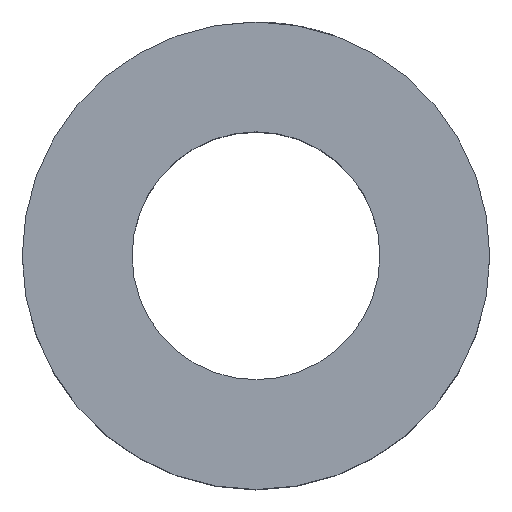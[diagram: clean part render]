
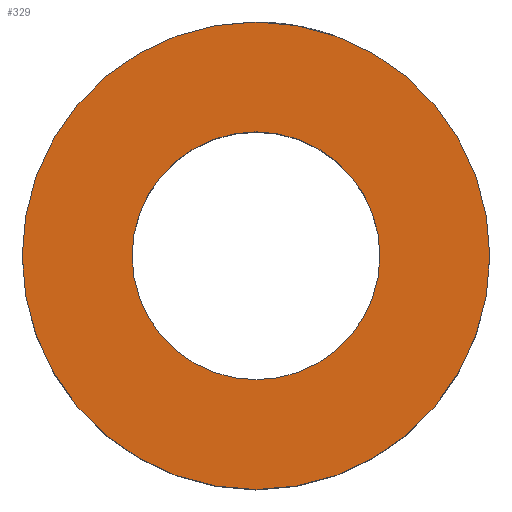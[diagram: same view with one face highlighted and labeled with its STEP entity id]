
A CAD part, top view. The second image highlights one B-rep face of the part: STEP entity #329.
In plain terms, the highlighted planar face has unit normal (0, 0, 1).
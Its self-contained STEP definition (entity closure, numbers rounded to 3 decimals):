
#5 = AXIS2_PLACEMENT_3D ( 'NONE', #160, #152, #161 ) ;
#9 = EDGE_CURVE ( 'NONE', #137, #84, #367, .T. ) ;
#19 = EDGE_CURVE ( 'NONE', #311, #115, #446, .T. ) ;
#22 = EDGE_CURVE ( 'NONE', #115, #311, #429, .T. ) ;
#32 = AXIS2_PLACEMENT_3D ( 'NONE', #223, #245, #256 ) ;
#33 = AXIS2_PLACEMENT_3D ( 'NONE', #320, #295, #290 ) ;
#42 = AXIS2_PLACEMENT_3D ( 'NONE', #85, #323, #318 ) ;
#46 = AXIS2_PLACEMENT_3D ( 'NONE', #126, #119, #82 ) ;
#47 = EDGE_CURVE ( 'NONE', #84, #137, #439, .T. ) ;
#82 = DIRECTION ( 'NONE',  ( 1., 0., 0. ) ) ;
#84 = VERTEX_POINT ( 'NONE', #109 ) ;
#85 = CARTESIAN_POINT ( 'NONE',  ( 0., 0., 30. ) ) ;
#88 = CARTESIAN_POINT ( 'NONE',  ( -15.9, 0., 30. ) ) ;
#109 = CARTESIAN_POINT ( 'NONE',  ( 15.9, 0., 30. ) ) ;
#112 = CARTESIAN_POINT ( 'NONE',  ( -30., 0., 30. ) ) ;
#115 = VERTEX_POINT ( 'NONE', #112 ) ;
#119 = DIRECTION ( 'NONE',  ( 0., 0., 1. ) ) ;
#126 = CARTESIAN_POINT ( 'NONE',  ( 0., 0., 30. ) ) ;
#136 = CARTESIAN_POINT ( 'NONE',  ( 30., 0., 30. ) ) ;
#137 = VERTEX_POINT ( 'NONE', #88 ) ;
#145 = PLANE ( 'NONE',  #5 ) ;
#152 = DIRECTION ( 'NONE',  ( 0., 0., 1. ) ) ;
#160 = CARTESIAN_POINT ( 'NONE',  ( 0., 0., 30. ) ) ;
#161 = DIRECTION ( 'NONE',  ( 1., 0., 0. ) ) ;
#223 = CARTESIAN_POINT ( 'NONE',  ( 0., 0., 30. ) ) ;
#245 = DIRECTION ( 'NONE',  ( 0., 0., 1. ) ) ;
#256 = DIRECTION ( 'NONE',  ( 1., 0., 0. ) ) ;
#290 = DIRECTION ( 'NONE',  ( 1., 0., 0. ) ) ;
#295 = DIRECTION ( 'NONE',  ( 0., 0., 1. ) ) ;
#311 = VERTEX_POINT ( 'NONE', #136 ) ;
#318 = DIRECTION ( 'NONE',  ( 1., 0., 0. ) ) ;
#320 = CARTESIAN_POINT ( 'NONE',  ( 0., 0., 30. ) ) ;
#323 = DIRECTION ( 'NONE',  ( 0., 0., 1. ) ) ;
#329 = ADVANCED_FACE ( 'NONE', ( #447, #432 ), #145, .T. ) ;
#355 = ORIENTED_EDGE ( 'NONE', *, *, #19, .T. ) ;
#367 = CIRCLE ( 'NONE', #46, 15.9 ) ;
#420 = ORIENTED_EDGE ( 'NONE', *, *, #22, .T. ) ;
#427 = EDGE_LOOP ( 'NONE', ( #420, #355 ) ) ;
#429 = CIRCLE ( 'NONE', #33, 30. ) ;
#432 = FACE_BOUND ( 'NONE', #449, .T. ) ;
#439 = CIRCLE ( 'NONE', #32, 15.9 ) ;
#442 = ORIENTED_EDGE ( 'NONE', *, *, #9, .F. ) ;
#446 = CIRCLE ( 'NONE', #42, 30. ) ;
#447 = FACE_OUTER_BOUND ( 'NONE', #427, .T. ) ;
#449 = EDGE_LOOP ( 'NONE', ( #442, #451 ) ) ;
#451 = ORIENTED_EDGE ( 'NONE', *, *, #47, .F. ) ;
